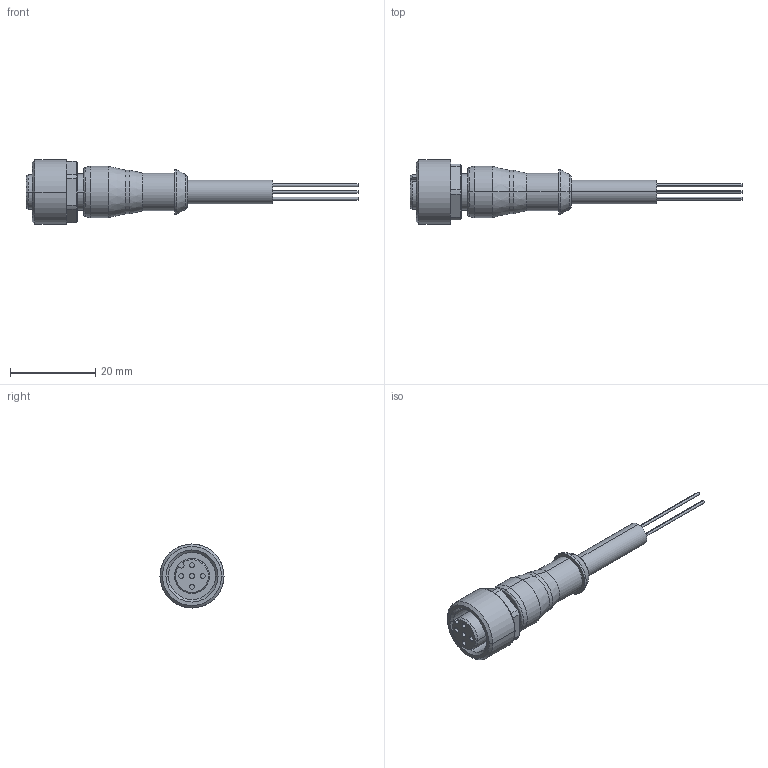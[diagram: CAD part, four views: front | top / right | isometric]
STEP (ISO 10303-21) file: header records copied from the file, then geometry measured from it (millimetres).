
FILE_DESCRIPTION (( 'STEP AP203' ), '1' );
FILE_NAME ('7000-12221-0341000.step', '2022-10-27T13:00:32', ( '' ), ( '' ), 'SwSTEP 2.0', 'SolidWorks 2021', '' );
FILE_SCHEMA (( 'CONFIG_CONTROL_DESIGN' ));
Length unit declared in the file: inch
Products named in the file (1): 7000-12221-0341000
Bounding box: 77.8 x 15 x 15 mm (x, y, z)
Volume: 4050.9 mm3; surface area: 2829.9 mm2
Topology: 1 solids, 1 shells, 103 faces, 219 edges, 134 vertices
Faces by surface type: cylinder 43, plane 33, cone 21, bspline 6
Entity records: 3006 total; most frequent: CARTESIAN_POINT 676, DIRECTION 506, ORIENTED_EDGE 438, EDGE_CURVE 219, AXIS2_PLACEMENT_3D 209, VERTEX_POINT 134, EDGE_LOOP 119, CIRCLE 111
